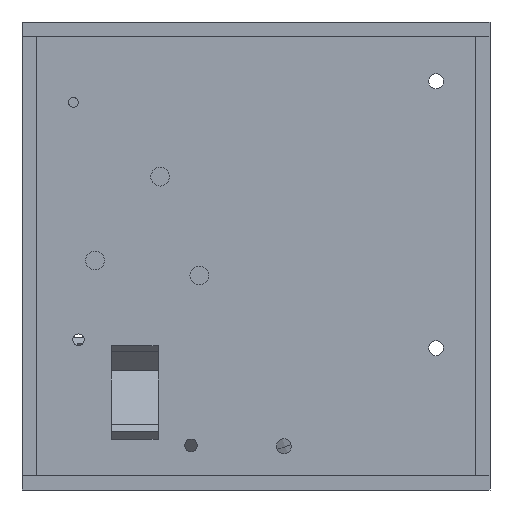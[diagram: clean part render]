
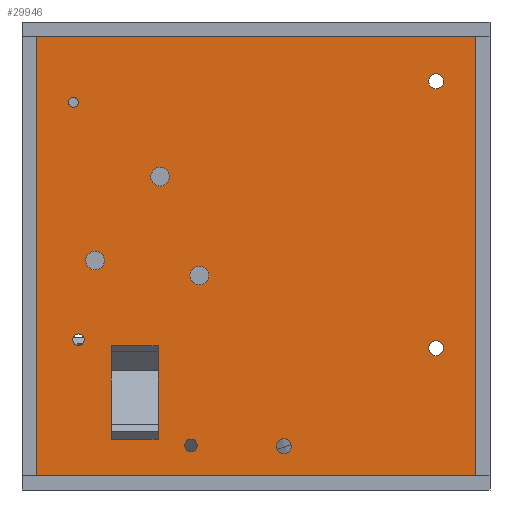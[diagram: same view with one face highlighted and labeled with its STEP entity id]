
A CAD part, front view. The second image highlights one B-rep face of the part: STEP entity #29946.
In plain terms, the highlighted planar face has unit normal (0, -1, 0).
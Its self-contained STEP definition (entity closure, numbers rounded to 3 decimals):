
#2264=LINE('',#47967,#4876);
#2275=LINE('',#47989,#4887);
#2277=LINE('',#47993,#4889);
#2279=LINE('',#47997,#4891);
#2281=LINE('',#48000,#4893);
#2282=LINE('',#48003,#4894);
#2284=LINE('',#48007,#4896);
#2286=LINE('',#48010,#4898);
#4876=VECTOR('',#36981,10.);
#4887=VECTOR('',#36996,10.);
#4889=VECTOR('',#37000,10.);
#4891=VECTOR('',#37004,10.);
#4893=VECTOR('',#37008,10.);
#4894=VECTOR('',#37011,10.);
#4896=VECTOR('',#37015,10.);
#4898=VECTOR('',#37019,10.);
#6656=FACE_BOUND('',#9517,.T.);
#6657=FACE_BOUND('',#9518,.T.);
#6658=FACE_BOUND('',#9519,.T.);
#6659=FACE_BOUND('',#9520,.T.);
#6660=FACE_BOUND('',#9521,.T.);
#6661=FACE_BOUND('',#9522,.T.);
#6662=FACE_BOUND('',#9523,.T.);
#6663=FACE_BOUND('',#9524,.T.);
#6664=FACE_BOUND('',#9525,.T.);
#6665=FACE_BOUND('',#9526,.T.);
#7852=FACE_OUTER_BOUND('',#9516,.T.);
#9516=EDGE_LOOP('',(#23002,#23003,#23004,#23005));
#9517=EDGE_LOOP('',(#23006));
#9518=EDGE_LOOP('',(#23007));
#9519=EDGE_LOOP('',(#23008));
#9520=EDGE_LOOP('',(#23009));
#9521=EDGE_LOOP('',(#23010));
#9522=EDGE_LOOP('',(#23011));
#9523=EDGE_LOOP('',(#23012));
#9524=EDGE_LOOP('',(#23013));
#9525=EDGE_LOOP('',(#23014));
#9526=EDGE_LOOP('',(#23015,#23016,#23017,#23018));
#11398=CIRCLE('',#31698,1.05);
#11400=CIRCLE('',#31701,1.6);
#11402=CIRCLE('',#31704,1.225);
#11404=CIRCLE('',#31707,1.6);
#11406=CIRCLE('',#31710,1.6);
#11408=CIRCLE('',#31713,1.35);
#11486=CIRCLE('',#31844,2.);
#11487=CIRCLE('',#31846,2.);
#11488=CIRCLE('',#31848,2.);
#13627=VERTEX_POINT('',#47489);
#13629=VERTEX_POINT('',#47495);
#13631=VERTEX_POINT('',#47501);
#13633=VERTEX_POINT('',#47507);
#13635=VERTEX_POINT('',#47513);
#13637=VERTEX_POINT('',#47519);
#13751=VERTEX_POINT('',#47861);
#13752=VERTEX_POINT('',#47865);
#13753=VERTEX_POINT('',#47869);
#13774=VERTEX_POINT('',#47964);
#13775=VERTEX_POINT('',#47966);
#13783=VERTEX_POINT('',#47986);
#13784=VERTEX_POINT('',#47988);
#13785=VERTEX_POINT('',#47992);
#13786=VERTEX_POINT('',#47996);
#13787=VERTEX_POINT('',#48002);
#13788=VERTEX_POINT('',#48006);
#16922=EDGE_CURVE('',#13627,#13627,#11398,.T.);
#16925=EDGE_CURVE('',#13629,#13629,#11400,.T.);
#16928=EDGE_CURVE('',#13631,#13631,#11402,.T.);
#16931=EDGE_CURVE('',#13633,#13633,#11404,.T.);
#16934=EDGE_CURVE('',#13635,#13635,#11406,.T.);
#16937=EDGE_CURVE('',#13637,#13637,#11408,.T.);
#17103=EDGE_CURVE('',#13751,#13751,#11486,.T.);
#17105=EDGE_CURVE('',#13752,#13752,#11487,.T.);
#17107=EDGE_CURVE('',#13753,#13753,#11488,.T.);
#17156=EDGE_CURVE('',#13775,#13774,#2264,.T.);
#17167=EDGE_CURVE('',#13784,#13783,#2275,.T.);
#17169=EDGE_CURVE('',#13785,#13784,#2277,.T.);
#17171=EDGE_CURVE('',#13786,#13785,#2279,.T.);
#17173=EDGE_CURVE('',#13783,#13786,#2281,.T.);
#17174=EDGE_CURVE('',#13775,#13787,#2282,.T.);
#17176=EDGE_CURVE('',#13774,#13788,#2284,.T.);
#17178=EDGE_CURVE('',#13787,#13788,#2286,.T.);
#23002=ORIENTED_EDGE('',*,*,#17178,.F.);
#23003=ORIENTED_EDGE('',*,*,#17174,.F.);
#23004=ORIENTED_EDGE('',*,*,#17156,.T.);
#23005=ORIENTED_EDGE('',*,*,#17176,.T.);
#23006=ORIENTED_EDGE('',*,*,#16922,.T.);
#23007=ORIENTED_EDGE('',*,*,#16925,.T.);
#23008=ORIENTED_EDGE('',*,*,#16928,.T.);
#23009=ORIENTED_EDGE('',*,*,#16931,.T.);
#23010=ORIENTED_EDGE('',*,*,#16934,.T.);
#23011=ORIENTED_EDGE('',*,*,#16937,.T.);
#23012=ORIENTED_EDGE('',*,*,#17103,.T.);
#23013=ORIENTED_EDGE('',*,*,#17105,.T.);
#23014=ORIENTED_EDGE('',*,*,#17107,.T.);
#23015=ORIENTED_EDGE('',*,*,#17171,.T.);
#23016=ORIENTED_EDGE('',*,*,#17169,.T.);
#23017=ORIENTED_EDGE('',*,*,#17167,.T.);
#23018=ORIENTED_EDGE('',*,*,#17173,.T.);
#29046=PLANE('',#31895);
#29946=ADVANCED_FACE('',(#7852,#6656,#6657,#6658,#6659,#6660,#6661,#6662,
#6663,#6664,#6665),#29046,.F.);
#31698=AXIS2_PLACEMENT_3D('',#47490,#36472,#36473);
#31701=AXIS2_PLACEMENT_3D('',#47496,#36479,#36480);
#31704=AXIS2_PLACEMENT_3D('',#47502,#36486,#36487);
#31707=AXIS2_PLACEMENT_3D('',#47508,#36493,#36494);
#31710=AXIS2_PLACEMENT_3D('',#47514,#36500,#36501);
#31713=AXIS2_PLACEMENT_3D('',#47520,#36507,#36508);
#31844=AXIS2_PLACEMENT_3D('',#47862,#36857,#36858);
#31846=AXIS2_PLACEMENT_3D('',#47866,#36862,#36863);
#31848=AXIS2_PLACEMENT_3D('',#47870,#36867,#36868);
#31895=AXIS2_PLACEMENT_3D('',#48011,#37020,#37021);
#36472=DIRECTION('center_axis',(0.,1.,0.));
#36473=DIRECTION('ref_axis',(1.,0.,0.));
#36479=DIRECTION('center_axis',(0.,1.,0.));
#36480=DIRECTION('ref_axis',(1.,0.,0.));
#36486=DIRECTION('center_axis',(0.,1.,0.));
#36487=DIRECTION('ref_axis',(1.,0.,0.));
#36493=DIRECTION('center_axis',(0.,1.,0.));
#36494=DIRECTION('ref_axis',(1.,0.,0.));
#36500=DIRECTION('center_axis',(0.,1.,0.));
#36501=DIRECTION('ref_axis',(1.,0.,0.));
#36507=DIRECTION('center_axis',(0.,1.,0.));
#36508=DIRECTION('ref_axis',(1.,0.,0.));
#36857=DIRECTION('center_axis',(0.,1.,0.));
#36858=DIRECTION('ref_axis',(1.,0.,0.));
#36862=DIRECTION('center_axis',(0.,1.,0.));
#36863=DIRECTION('ref_axis',(1.,0.,0.));
#36867=DIRECTION('center_axis',(0.,1.,0.));
#36868=DIRECTION('ref_axis',(1.,0.,0.));
#36981=DIRECTION('',(0.,0.,-1.));
#36996=DIRECTION('',(0.,0.,-1.));
#37000=DIRECTION('',(1.,0.,0.));
#37004=DIRECTION('',(0.,0.,1.));
#37008=DIRECTION('',(-1.,0.,0.));
#37011=DIRECTION('',(1.,0.,0.));
#37015=DIRECTION('',(1.,0.,0.));
#37019=DIRECTION('',(0.,0.,-1.));
#37020=DIRECTION('center_axis',(0.,1.,0.));
#37021=DIRECTION('ref_axis',(1.,0.,0.));
#47489=CARTESIAN_POINT('',(6.922,0.,-14.172));
#47490=CARTESIAN_POINT('Origin',(7.972,0.,-14.172));
#47495=CARTESIAN_POINT('',(83.872,0.,-9.672));
#47496=CARTESIAN_POINT('Origin',(85.472,0.,-9.672));
#47501=CARTESIAN_POINT('',(7.831,0.,-64.884));
#47502=CARTESIAN_POINT('Origin',(9.056,0.,-64.884));
#47507=CARTESIAN_POINT('',(51.372,0.,-87.672));
#47508=CARTESIAN_POINT('Origin',(52.972,0.,-87.672));
#47513=CARTESIAN_POINT('',(83.872,0.,-66.672));
#47514=CARTESIAN_POINT('Origin',(85.472,0.,-66.672));
#47519=CARTESIAN_POINT('',(31.752,0.,-87.484));
#47520=CARTESIAN_POINT('Origin',(33.102,0.,-87.484));
#47861=CARTESIAN_POINT('',(24.517,0.,-30.052));
#47862=CARTESIAN_POINT('Origin',(26.517,0.,-30.052));
#47865=CARTESIAN_POINT('',(10.614,0.,-47.973));
#47866=CARTESIAN_POINT('Origin',(12.614,0.,-47.973));
#47869=CARTESIAN_POINT('',(32.88,0.,-51.184));
#47870=CARTESIAN_POINT('Origin',(34.88,0.,-51.184));
#47964=CARTESIAN_POINT('',(0.,0.,-94.));
#47966=CARTESIAN_POINT('',(0.,0.,0.));
#47967=CARTESIAN_POINT('',(0.,0.,0.));
#47986=CARTESIAN_POINT('',(26.079,0.,-86.184));
#47988=CARTESIAN_POINT('',(26.079,0.,-66.184));
#47989=CARTESIAN_POINT('',(26.079,0.,-56.592));
#47992=CARTESIAN_POINT('',(16.079,0.,-66.184));
#47993=CARTESIAN_POINT('',(31.54,0.,-66.184));
#47996=CARTESIAN_POINT('',(16.079,0.,-86.184));
#47997=CARTESIAN_POINT('',(16.079,0.,-66.592));
#48000=CARTESIAN_POINT('',(36.54,0.,-86.184));
#48002=CARTESIAN_POINT('',(94.,0.,0.));
#48003=CARTESIAN_POINT('',(-3.,0.,0.));
#48006=CARTESIAN_POINT('',(94.,0.,-94.));
#48007=CARTESIAN_POINT('',(-3.,0.,-94.));
#48010=CARTESIAN_POINT('',(94.,0.,0.));
#48011=CARTESIAN_POINT('Origin',(47.,0.,-47.));
